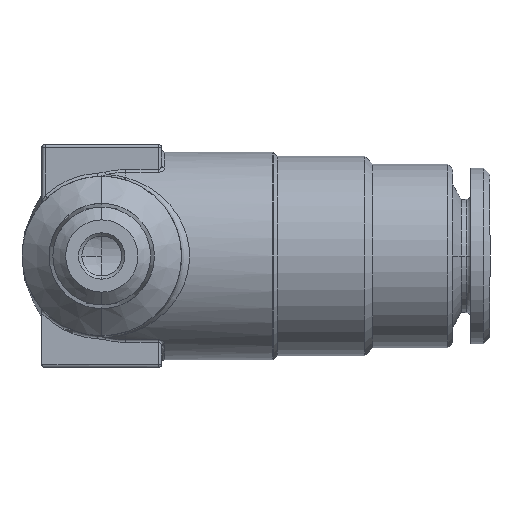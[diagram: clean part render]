
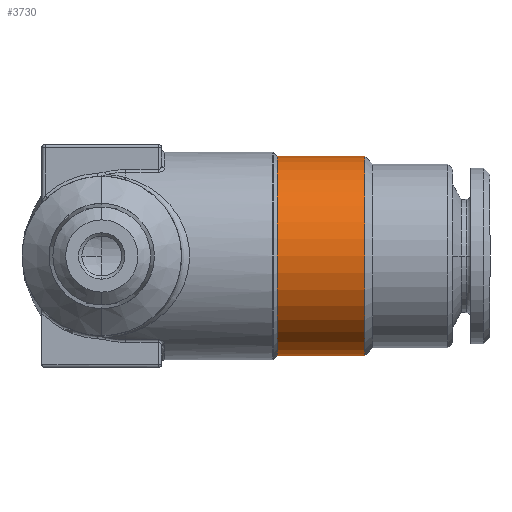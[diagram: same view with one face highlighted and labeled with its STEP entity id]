
A CAD part, front view. The second image highlights one B-rep face of the part: STEP entity #3730.
In plain terms, the highlighted cylindrical face has radius 6.25 mm (diameter 12.5 mm), a partial arc.
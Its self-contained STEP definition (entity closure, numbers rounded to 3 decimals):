
#207 = FACE_OUTER_BOUND ( 'NONE', #2249, .T. ) ;
#208 = CYLINDRICAL_SURFACE ( 'NONE', #1944, 6.25 ) ;
#272 = ORIENTED_EDGE ( 'NONE', *, *, #2416, .F. ) ;
#273 = ORIENTED_EDGE ( 'NONE', *, *, #4065, .T. ) ;
#274 = ORIENTED_EDGE ( 'NONE', *, *, #2414, .T. ) ;
#275 = ORIENTED_EDGE ( 'NONE', *, *, #4068, .F. ) ;
#707 = DIRECTION ( 'NONE',  ( 0., 0., 1. ) ) ;
#708 = DIRECTION ( 'NONE',  ( -1., 0., 0. ) ) ;
#709 = CARTESIAN_POINT ( 'NONE',  ( -5.798, 0., 0. ) ) ;
#1944 = AXIS2_PLACEMENT_3D ( 'NONE', #709, #708, #707 ) ;
#2249 = EDGE_LOOP ( 'NONE', ( #272, #273, #274, #275 ) ) ;
#2328 = LINE ( 'NONE', #3078, #2329 ) ;
#2329 = VECTOR ( 'NONE', #3077, 1000. ) ;
#2330 = LINE ( 'NONE', #3073, #2332 ) ;
#2332 = VECTOR ( 'NONE', #3072, 1000. ) ;
#2358 = CIRCLE ( 'NONE', #4408, 6.25 ) ;
#2359 = CIRCLE ( 'NONE', #4407, 6.25 ) ;
#2414 = EDGE_CURVE ( 'NONE', #3287, #3418, #2328, .T. ) ;
#2416 = EDGE_CURVE ( 'NONE', #2671, #3416, #2330, .T. ) ;
#2671 = VERTEX_POINT ( 'NONE', #2951 ) ;
#2814 = CARTESIAN_POINT ( 'NONE',  ( 11., 0., 6.25 ) ) ;
#2816 = CARTESIAN_POINT ( 'NONE',  ( 11., 0., -6.25 ) ) ;
#2887 = CARTESIAN_POINT ( 'NONE',  ( 16.5, 0., 6.25 ) ) ;
#2951 = CARTESIAN_POINT ( 'NONE',  ( 16.5, 0., -6.25 ) ) ;
#3072 = DIRECTION ( 'NONE',  ( -1., 0., 0. ) ) ;
#3073 = CARTESIAN_POINT ( 'NONE',  ( -5.798, 0., -6.25 ) ) ;
#3077 = DIRECTION ( 'NONE',  ( -1., 0., 0. ) ) ;
#3078 = CARTESIAN_POINT ( 'NONE',  ( -5.798, 0., 6.25 ) ) ;
#3287 = VERTEX_POINT ( 'NONE', #2887 ) ;
#3416 = VERTEX_POINT ( 'NONE', #2816 ) ;
#3418 = VERTEX_POINT ( 'NONE', #2814 ) ;
#3730 = ADVANCED_FACE ( 'NONE', ( #207 ), #208, .T. ) ;
#3747 = DIRECTION ( 'NONE',  ( -1., 0., 0. ) ) ;
#3820 = DIRECTION ( 'NONE',  ( 0., 0., 1. ) ) ;
#3861 = CARTESIAN_POINT ( 'NONE',  ( 11., 0., 0. ) ) ;
#3876 = DIRECTION ( 'NONE',  ( -1., 0., 0. ) ) ;
#3879 = DIRECTION ( 'NONE',  ( 0., 0., 1. ) ) ;
#4065 = EDGE_CURVE ( 'NONE', #2671, #3287, #2358, .T. ) ;
#4068 = EDGE_CURVE ( 'NONE', #3416, #3418, #2359, .T. ) ;
#4069 = CARTESIAN_POINT ( 'NONE',  ( 16.5, 0., 0. ) ) ;
#4407 = AXIS2_PLACEMENT_3D ( 'NONE', #3861, #3876, #3879 ) ;
#4408 = AXIS2_PLACEMENT_3D ( 'NONE', #4069, #3747, #3820 ) ;
